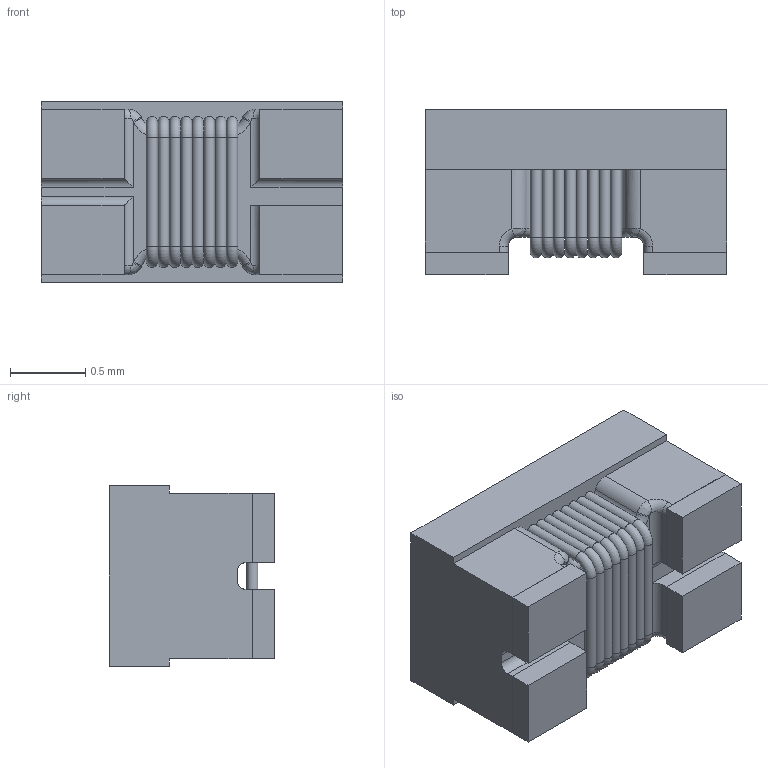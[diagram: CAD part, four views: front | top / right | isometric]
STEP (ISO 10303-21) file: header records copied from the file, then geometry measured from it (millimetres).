
FILE_DESCRIPTION( ( '' ), ' ' );
FILE_NAME( '58cbbbfca1545d0f692b180b.step', '2017-03-17T10:36:11', ( '' ), ( '' ), ' ', ' ', ' ' );
FILE_SCHEMA( ( 'AUTOMOTIVE_DESIGN { 1 0 10303 214 1 1 1 1 }' ) );
Length unit declared in the file: metre
Products named in the file (29): 1; 2; 3; 4; 5; 6; 7; 8; 9; 10; 11; 12; 13; 14; 15; 16; 17; 18; 19; 20; 21; 22; 23; 24; 25; 26; 27; 28; 29
Bounding box: 2 x 1.1 x 1.2 mm (x, y, z)
Surface area: 16.9 mm2 (no closed solid volume)
Topology: 0 solids, 125 shells, 125 faces, 514 edges, 474 vertices
Faces by surface type: plane 50, cylinder 43, torus 24, bspline 8
Full cylindrical faces by diameter (mm): 0.075 x24
Entity records: 6908 total; most frequent: CARTESIAN_POINT 1582, DIRECTION 954, ORIENTED_EDGE 474, EDGE_CURVE 474, VERTEX_POINT 474, AXIS2_PLACEMENT_3D 350, LINE 254, VECTOR 254
